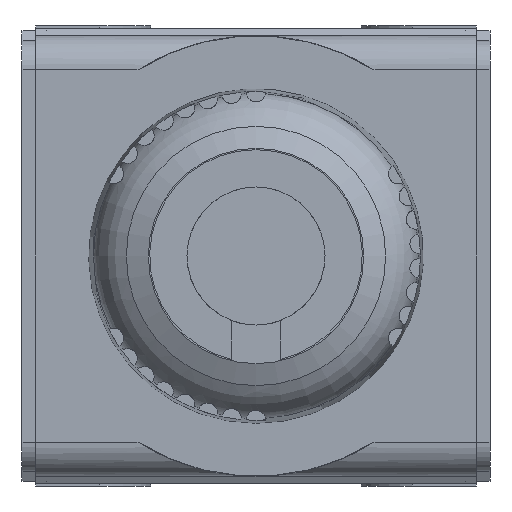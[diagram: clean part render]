
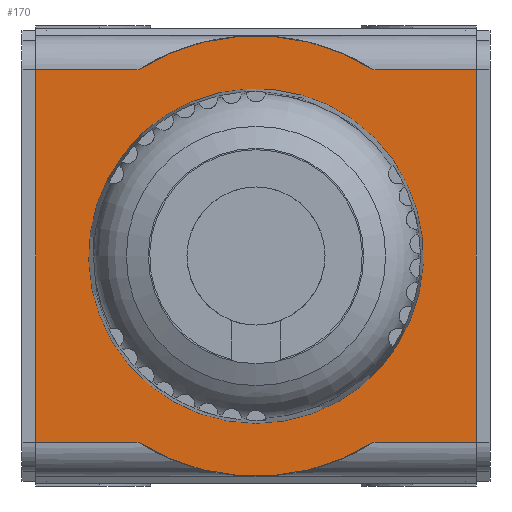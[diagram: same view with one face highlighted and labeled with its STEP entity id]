
A CAD part, front view. The second image highlights one B-rep face of the part: STEP entity #170.
In plain terms, the highlighted planar face has unit normal (0, -1, 0).
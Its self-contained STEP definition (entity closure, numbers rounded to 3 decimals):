
#170 = ADVANCED_FACE( '', ( #383 ), #384, .F. );
#383 = FACE_OUTER_BOUND( '', #852, .T. );
#384 = PLANE( '', #853 );
#852 = EDGE_LOOP( '', ( #1325, #1326, #1327, #1328, #1329, #1330, #1331, #1332 ) );
#853 = AXIS2_PLACEMENT_3D( '', #1333, #1334, #1335 );
#1325 = ORIENTED_EDGE( '', *, *, #2988, .T. );
#1326 = ORIENTED_EDGE( '', *, *, #2989, .T. );
#1327 = ORIENTED_EDGE( '', *, *, #2990, .T. );
#1328 = ORIENTED_EDGE( '', *, *, #2991, .T. );
#1329 = ORIENTED_EDGE( '', *, *, #2985, .F. );
#1330 = ORIENTED_EDGE( '', *, *, #2992, .T. );
#1331 = ORIENTED_EDGE( '', *, *, #2993, .F. );
#1332 = ORIENTED_EDGE( '', *, *, #2994, .F. );
#1333 = CARTESIAN_POINT( '', ( 22.5, 0., 19. ) );
#1334 = DIRECTION( '', ( 0., 1., 0. ) );
#1335 = DIRECTION( '', ( 0., 0., 1. ) );
#2985 = EDGE_CURVE( '', #3502, #3505, #3506, .T. );
#2988 = EDGE_CURVE( '', #3510, #3511, #3512, .T. );
#2989 = EDGE_CURVE( '', #3511, #3513, #3514, .T. );
#2990 = EDGE_CURVE( '', #3513, #3515, #3516, .T. );
#2991 = EDGE_CURVE( '', #3515, #3505, #3517, .T. );
#2992 = EDGE_CURVE( '', #3502, #3518, #3519, .T. );
#2993 = EDGE_CURVE( '', #3520, #3518, #3521, .T. );
#2994 = EDGE_CURVE( '', #3510, #3520, #3522, .T. );
#3502 = VERTEX_POINT( '', #4376 );
#3505 = VERTEX_POINT( '', #4396 );
#3506 = LINE( '', #4397, #4398 );
#3510 = VERTEX_POINT( '', #4403 );
#3511 = VERTEX_POINT( '', #4404 );
#3512 = LINE( '', #4405, #4406 );
#3513 = VERTEX_POINT( '', #4407 );
#3514 = CIRCLE( '', #4408, 22.5 );
#3515 = VERTEX_POINT( '', #4409 );
#3516 = LINE( '', #4410, #4411 );
#3517 = LINE( '', #4412, #4413 );
#3518 = VERTEX_POINT( '', #4414 );
#3519 = CIRCLE( '', #4415, 22.5 );
#3520 = VERTEX_POINT( '', #4416 );
#3521 = LINE( '', #4417, #4418 );
#3522 = LINE( '', #4419, #4420 );
#4376 = CARTESIAN_POINT( '', ( -12.052, 0., -19. ) );
#4396 = CARTESIAN_POINT( '', ( -22.5, 0., -19. ) );
#4397 = CARTESIAN_POINT( '', ( 22.5, 0., -19. ) );
#4398 = VECTOR( '', #6740, 1000. );
#4403 = CARTESIAN_POINT( '', ( 22.5, 0., 19. ) );
#4404 = CARTESIAN_POINT( '', ( 12.052, 0., 19. ) );
#4405 = CARTESIAN_POINT( '', ( 22.5, 0., 19. ) );
#4406 = VECTOR( '', #6745, 1000. );
#4407 = CARTESIAN_POINT( '', ( -12.052, 0., 19. ) );
#4408 = AXIS2_PLACEMENT_3D( '', #6746, #6747, #6748 );
#4409 = CARTESIAN_POINT( '', ( -22.5, 0., 19. ) );
#4410 = CARTESIAN_POINT( '', ( 22.5, 0., 19. ) );
#4411 = VECTOR( '', #6749, 1000. );
#4412 = CARTESIAN_POINT( '', ( -22.5, 0., 19. ) );
#4413 = VECTOR( '', #6750, 1000. );
#4414 = CARTESIAN_POINT( '', ( 12.052, 0., -19. ) );
#4415 = AXIS2_PLACEMENT_3D( '', #6751, #6752, #6753 );
#4416 = CARTESIAN_POINT( '', ( 22.5, 0., -19. ) );
#4417 = CARTESIAN_POINT( '', ( 22.5, 0., -19. ) );
#4418 = VECTOR( '', #6754, 1000. );
#4419 = CARTESIAN_POINT( '', ( 22.5, 0., 19. ) );
#4420 = VECTOR( '', #6755, 1000. );
#6740 = DIRECTION( '', ( -1., 0., 0. ) );
#6745 = DIRECTION( '', ( -1., 0., 0. ) );
#6746 = CARTESIAN_POINT( '', ( 0., 0., 0. ) );
#6747 = DIRECTION( '', ( 0., -1., 0. ) );
#6748 = DIRECTION( '', ( 0., 0., -1. ) );
#6749 = DIRECTION( '', ( -1., 0., 0. ) );
#6750 = DIRECTION( '', ( 0., 0., -1. ) );
#6751 = CARTESIAN_POINT( '', ( 0., 0., 0. ) );
#6752 = DIRECTION( '', ( 0., -1., 0. ) );
#6753 = DIRECTION( '', ( 0., 0., -1. ) );
#6754 = DIRECTION( '', ( -1., 0., 0. ) );
#6755 = DIRECTION( '', ( 0., 0., -1. ) );
